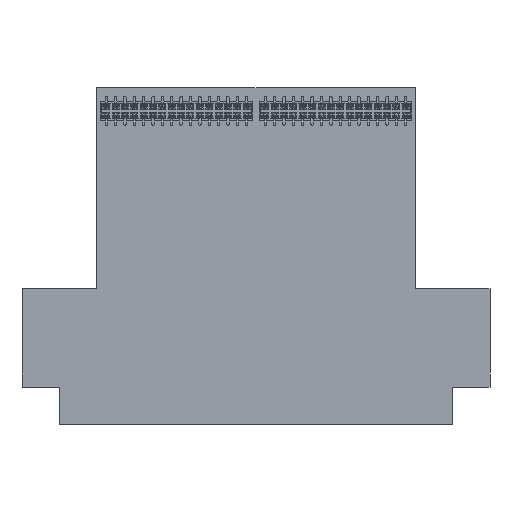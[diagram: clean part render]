
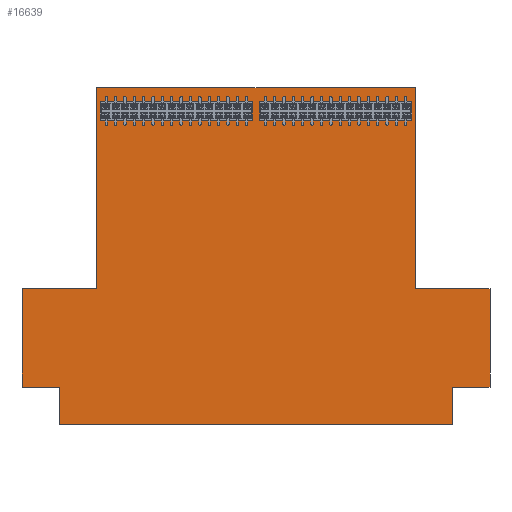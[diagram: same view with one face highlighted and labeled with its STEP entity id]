
A CAD part, front view. The second image highlights one B-rep face of the part: STEP entity #16639.
In plain terms, the highlighted planar face has unit normal (0, -1, 0).
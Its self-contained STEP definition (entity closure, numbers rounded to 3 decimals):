
#28 = VECTOR ( 'NONE', #12747, 1000. ) ;
#97 = ORIENTED_EDGE ( 'NONE', *, *, #26347, .F. ) ;
#149 = VECTOR ( 'NONE', #17216, 1000. ) ;
#153 = CARTESIAN_POINT ( 'NONE',  ( -50., 0., -64. ) ) ;
#321 = LINE ( 'NONE', #23347, #14381 ) ;
#518 = ORIENTED_EDGE ( 'NONE', *, *, #17848, .F. ) ;
#803 = CARTESIAN_POINT ( 'NONE',  ( -34., 0., -43. ) ) ;
#1107 = EDGE_CURVE ( 'NONE', #22326, #24938, #23306, .T. ) ;
#1397 = EDGE_CURVE ( 'NONE', #22750, #23211, #9069, .T. ) ;
#2045 = VERTEX_POINT ( 'NONE', #11368 ) ;
#2157 = VECTOR ( 'NONE', #8890, 1000. ) ;
#2170 = LINE ( 'NONE', #6773, #4410 ) ;
#2315 = DIRECTION ( 'NONE',  ( 0., 0., 1. ) ) ;
#3716 = VECTOR ( 'NONE', #2315, 1000. ) ;
#3927 = EDGE_CURVE ( 'NONE', #22941, #18440, #17330, .T. ) ;
#4410 = VECTOR ( 'NONE', #7265, 1000. ) ;
#4646 = ORIENTED_EDGE ( 'NONE', *, *, #3927, .F. ) ;
#4684 = LINE ( 'NONE', #17381, #149 ) ;
#5246 = LINE ( 'NONE', #153, #27397 ) ;
#5861 = VECTOR ( 'NONE', #14971, 1000. ) ;
#5970 = EDGE_LOOP ( 'NONE', ( #8593, #12201, #32477, #9154, #27761, #518, #18993, #27259, #97, #25750, #21498, #4646 ) ) ;
#6200 = CARTESIAN_POINT ( 'NONE',  ( -42., 0., -72. ) ) ;
#6773 = CARTESIAN_POINT ( 'NONE',  ( 34., 0., -43. ) ) ;
#6972 = CARTESIAN_POINT ( 'NONE',  ( 34., 0., -43. ) ) ;
#7265 = DIRECTION ( 'NONE',  ( 1., 0., 0. ) ) ;
#8593 = ORIENTED_EDGE ( 'NONE', *, *, #10860, .F. ) ;
#8890 = DIRECTION ( 'NONE',  ( -1., 0., 0. ) ) ;
#9069 = LINE ( 'NONE', #22601, #5861 ) ;
#9154 = ORIENTED_EDGE ( 'NONE', *, *, #1107, .F. ) ;
#9226 = CARTESIAN_POINT ( 'NONE',  ( -34., 0., 0. ) ) ;
#9833 = DIRECTION ( 'NONE',  ( 0., 0., -1. ) ) ;
#10017 = VECTOR ( 'NONE', #18758, 1000. ) ;
#10170 = CARTESIAN_POINT ( 'NONE',  ( -50., 0., -43. ) ) ;
#10177 = VERTEX_POINT ( 'NONE', #12211 ) ;
#10795 = LINE ( 'NONE', #803, #10017 ) ;
#10860 = EDGE_CURVE ( 'NONE', #16734, #22941, #10795, .T. ) ;
#11269 = CARTESIAN_POINT ( 'NONE',  ( -50., 0., -64. ) ) ;
#11368 = CARTESIAN_POINT ( 'NONE',  ( 42., 0., -64. ) ) ;
#11779 = LINE ( 'NONE', #14642, #19356 ) ;
#12201 = ORIENTED_EDGE ( 'NONE', *, *, #19689, .F. ) ;
#12211 = CARTESIAN_POINT ( 'NONE',  ( 34., 0., -43. ) ) ;
#12450 = VERTEX_POINT ( 'NONE', #11269 ) ;
#12747 = DIRECTION ( 'NONE',  ( 0., 0., 1. ) ) ;
#13193 = EDGE_CURVE ( 'NONE', #18440, #28400, #27046, .T. ) ;
#13197 = DIRECTION ( 'NONE',  ( 0., 0., -1. ) ) ;
#13858 = DIRECTION ( 'NONE',  ( 1., 0., 0. ) ) ;
#14381 = VECTOR ( 'NONE', #13197, 1000. ) ;
#14642 = CARTESIAN_POINT ( 'NONE',  ( -50., 0., -43. ) ) ;
#14909 = DIRECTION ( 'NONE',  ( 0., 0., -1. ) ) ;
#14919 = CARTESIAN_POINT ( 'NONE',  ( 50., 0., -43. ) ) ;
#14971 = DIRECTION ( 'NONE',  ( 0., 0., -1. ) ) ;
#15075 = FACE_OUTER_BOUND ( 'NONE', #5970, .T. ) ;
#15518 = CARTESIAN_POINT ( 'NONE',  ( -42., 0., -64. ) ) ;
#16581 = AXIS2_PLACEMENT_3D ( 'NONE', #27951, #29997, #14909 ) ;
#16639 = ADVANCED_FACE ( 'NONE', ( #15075 ), #30320, .T. ) ;
#16734 = VERTEX_POINT ( 'NONE', #10170 ) ;
#17216 = DIRECTION ( 'NONE',  ( -1., 0., 0. ) ) ;
#17330 = LINE ( 'NONE', #25438, #28 ) ;
#17359 = VECTOR ( 'NONE', #9833, 1000. ) ;
#17381 = CARTESIAN_POINT ( 'NONE',  ( -42., 0., -72. ) ) ;
#17833 = CARTESIAN_POINT ( 'NONE',  ( 42., 0., -72. ) ) ;
#17848 = EDGE_CURVE ( 'NONE', #2045, #28427, #321, .T. ) ;
#18440 = VERTEX_POINT ( 'NONE', #9226 ) ;
#18758 = DIRECTION ( 'NONE',  ( 1., 0., 0. ) ) ;
#18798 = VECTOR ( 'NONE', #13858, 1000. ) ;
#18993 = ORIENTED_EDGE ( 'NONE', *, *, #22297, .F. ) ;
#19051 = EDGE_CURVE ( 'NONE', #24938, #12450, #5246, .T. ) ;
#19356 = VECTOR ( 'NONE', #27846, 1000. ) ;
#19384 = LINE ( 'NONE', #21929, #2157 ) ;
#19689 = EDGE_CURVE ( 'NONE', #12450, #16734, #11779, .T. ) ;
#21142 = DIRECTION ( 'NONE',  ( -1., 0., 0. ) ) ;
#21498 = ORIENTED_EDGE ( 'NONE', *, *, #13193, .F. ) ;
#21643 = CARTESIAN_POINT ( 'NONE',  ( -34., 0., 0. ) ) ;
#21929 = CARTESIAN_POINT ( 'NONE',  ( 50., 0., -64. ) ) ;
#22297 = EDGE_CURVE ( 'NONE', #23211, #2045, #19384, .T. ) ;
#22326 = VERTEX_POINT ( 'NONE', #6200 ) ;
#22601 = CARTESIAN_POINT ( 'NONE',  ( 50., 0., -43. ) ) ;
#22750 = VERTEX_POINT ( 'NONE', #14919 ) ;
#22941 = VERTEX_POINT ( 'NONE', #31996 ) ;
#23211 = VERTEX_POINT ( 'NONE', #25710 ) ;
#23306 = LINE ( 'NONE', #15518, #3716 ) ;
#23347 = CARTESIAN_POINT ( 'NONE',  ( 42., 0., -64. ) ) ;
#24938 = VERTEX_POINT ( 'NONE', #26677 ) ;
#25438 = CARTESIAN_POINT ( 'NONE',  ( -34., 0., -43. ) ) ;
#25710 = CARTESIAN_POINT ( 'NONE',  ( 50., 0., -64. ) ) ;
#25750 = ORIENTED_EDGE ( 'NONE', *, *, #25874, .F. ) ;
#25874 = EDGE_CURVE ( 'NONE', #28400, #10177, #27779, .T. ) ;
#26347 = EDGE_CURVE ( 'NONE', #10177, #22750, #2170, .T. ) ;
#26677 = CARTESIAN_POINT ( 'NONE',  ( -42., 0., -64. ) ) ;
#27046 = LINE ( 'NONE', #21643, #18798 ) ;
#27259 = ORIENTED_EDGE ( 'NONE', *, *, #1397, .F. ) ;
#27397 = VECTOR ( 'NONE', #21142, 1000. ) ;
#27761 = ORIENTED_EDGE ( 'NONE', *, *, #27845, .F. ) ;
#27779 = LINE ( 'NONE', #6972, #17359 ) ;
#27845 = EDGE_CURVE ( 'NONE', #28427, #22326, #4684, .T. ) ;
#27846 = DIRECTION ( 'NONE',  ( 0., 0., 1. ) ) ;
#27951 = CARTESIAN_POINT ( 'NONE',  ( 0., 0., 0. ) ) ;
#27996 = CARTESIAN_POINT ( 'NONE',  ( 34., 0., 0. ) ) ;
#28400 = VERTEX_POINT ( 'NONE', #27996 ) ;
#28427 = VERTEX_POINT ( 'NONE', #17833 ) ;
#29997 = DIRECTION ( 'NONE',  ( 0., -1., 0. ) ) ;
#30320 = PLANE ( 'NONE',  #16581 ) ;
#31996 = CARTESIAN_POINT ( 'NONE',  ( -34., 0., -43. ) ) ;
#32477 = ORIENTED_EDGE ( 'NONE', *, *, #19051, .F. ) ;
